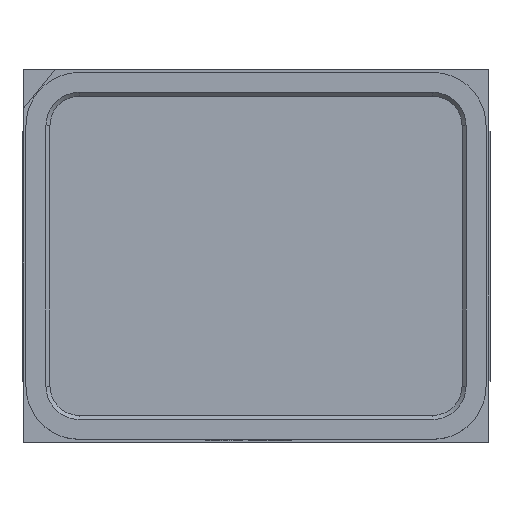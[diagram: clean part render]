
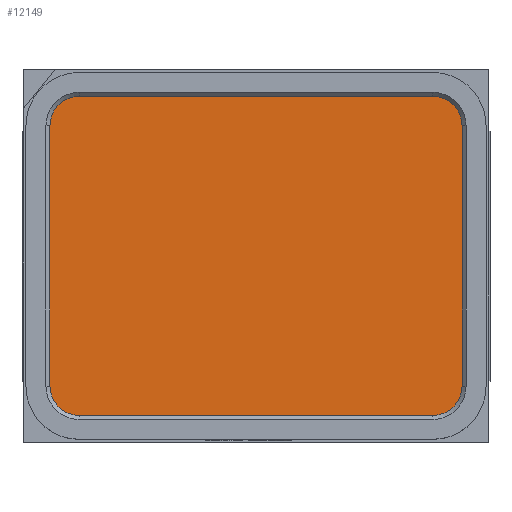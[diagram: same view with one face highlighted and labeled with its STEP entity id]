
A CAD part, top view. The second image highlights one B-rep face of the part: STEP entity #12149.
In plain terms, the highlighted planar face has unit normal (0, 0, 1).
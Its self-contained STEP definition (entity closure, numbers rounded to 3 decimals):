
#12 = DIRECTION ( 'NONE',  ( 0., 0., 1. ) ) ;
#53 = DIRECTION ( 'NONE',  ( 1., 0., 0. ) ) ;
#292 = CIRCLE ( 'NONE', #13487, 0.22 ) ;
#638 = CARTESIAN_POINT ( 'NONE',  ( -1.55, 0.98, 0.65 ) ) ;
#922 = VECTOR ( 'NONE', #5153, 1000. ) ;
#1258 = DIRECTION ( 'NONE',  ( 1., 0., 0. ) ) ;
#1387 = EDGE_CURVE ( 'NONE', #1618, #1799, #13902, .T. ) ;
#1618 = VERTEX_POINT ( 'NONE', #14879 ) ;
#1799 = VERTEX_POINT ( 'NONE', #10444 ) ;
#2179 = ORIENTED_EDGE ( 'NONE', *, *, #14427, .T. ) ;
#2264 = DIRECTION ( 'NONE',  ( -1., 0., 0. ) ) ;
#2611 = CARTESIAN_POINT ( 'NONE',  ( -1.33, -1.2, 0.65 ) ) ;
#3900 = VERTEX_POINT ( 'NONE', #14252 ) ;
#3904 = VECTOR ( 'NONE', #2264, 1000. ) ;
#4095 = AXIS2_PLACEMENT_3D ( 'NONE', #12626, #15091, #11363 ) ;
#4294 = ORIENTED_EDGE ( 'NONE', *, *, #1387, .T. ) ;
#4344 = CARTESIAN_POINT ( 'NONE',  ( 1.55, -0.98, 0.65 ) ) ;
#4552 = ORIENTED_EDGE ( 'NONE', *, *, #8000, .T. ) ;
#5153 = DIRECTION ( 'NONE',  ( 0., -1., 0. ) ) ;
#5498 = ORIENTED_EDGE ( 'NONE', *, *, #15454, .T. ) ;
#5862 = EDGE_CURVE ( 'NONE', #1799, #14555, #10304, .T. ) ;
#5883 = DIRECTION ( 'NONE',  ( 0., 0., 1. ) ) ;
#5917 = LINE ( 'NONE', #14480, #3904 ) ;
#6303 = CARTESIAN_POINT ( 'NONE',  ( 1.55, 0.98, 0.65 ) ) ;
#6650 = VECTOR ( 'NONE', #10543, 1000. ) ;
#6657 = CARTESIAN_POINT ( 'NONE',  ( -1.33, -0.98, 0.65 ) ) ;
#6982 = PLANE ( 'NONE',  #13256 ) ;
#7115 = VERTEX_POINT ( 'NONE', #14941 ) ;
#7128 = CIRCLE ( 'NONE', #12202, 0.22 ) ;
#7474 = CARTESIAN_POINT ( 'NONE',  ( -1.55, 0.98, 0.65 ) ) ;
#7744 = ORIENTED_EDGE ( 'NONE', *, *, #5862, .T. ) ;
#7819 = AXIS2_PLACEMENT_3D ( 'NONE', #12134, #5883, #1258 ) ;
#8000 = EDGE_CURVE ( 'NONE', #11948, #1618, #14687, .T. ) ;
#8452 = DIRECTION ( 'NONE',  ( 1., 0., 0. ) ) ;
#9066 = DIRECTION ( 'NONE',  ( 0., 0., 1. ) ) ;
#9691 = FACE_OUTER_BOUND ( 'NONE', #14536, .T. ) ;
#9886 = VERTEX_POINT ( 'NONE', #15118 ) ;
#10304 = LINE ( 'NONE', #4344, #6650 ) ;
#10416 = DIRECTION ( 'NONE',  ( 1., 0., 0. ) ) ;
#10444 = CARTESIAN_POINT ( 'NONE',  ( 1.55, -0.98, 0.65 ) ) ;
#10543 = DIRECTION ( 'NONE',  ( 0., 1., 0. ) ) ;
#11204 = DIRECTION ( 'NONE',  ( 1., 0., 0. ) ) ;
#11216 = EDGE_CURVE ( 'NONE', #7115, #14811, #14254, .T. ) ;
#11235 = EDGE_CURVE ( 'NONE', #3900, #11948, #7128, .T. ) ;
#11363 = DIRECTION ( 'NONE',  ( 1., 0., 0. ) ) ;
#11592 = EDGE_CURVE ( 'NONE', #14555, #9886, #292, .T. ) ;
#11948 = VERTEX_POINT ( 'NONE', #15255 ) ;
#12134 = CARTESIAN_POINT ( 'NONE',  ( 1.33, -0.98, 0.65 ) ) ;
#12149 = ADVANCED_FACE ( 'NONE', ( #9691 ), #6982, .T. ) ;
#12201 = CARTESIAN_POINT ( 'NONE',  ( 1.33, 0.98, 0.65 ) ) ;
#12202 = AXIS2_PLACEMENT_3D ( 'NONE', #6657, #9066, #10416 ) ;
#12334 = VECTOR ( 'NONE', #11204, 1000. ) ;
#12497 = ORIENTED_EDGE ( 'NONE', *, *, #11216, .T. ) ;
#12626 = CARTESIAN_POINT ( 'NONE',  ( -1.33, 0.98, 0.65 ) ) ;
#12898 = ORIENTED_EDGE ( 'NONE', *, *, #11235, .T. ) ;
#12981 = ORIENTED_EDGE ( 'NONE', *, *, #11592, .T. ) ;
#13256 = AXIS2_PLACEMENT_3D ( 'NONE', #12201, #14675, #53 ) ;
#13487 = AXIS2_PLACEMENT_3D ( 'NONE', #14553, #12, #8452 ) ;
#13902 = CIRCLE ( 'NONE', #7819, 0.22 ) ;
#13908 = LINE ( 'NONE', #638, #922 ) ;
#14252 = CARTESIAN_POINT ( 'NONE',  ( -1.55, -0.98, 0.65 ) ) ;
#14254 = CIRCLE ( 'NONE', #4095, 0.22 ) ;
#14427 = EDGE_CURVE ( 'NONE', #9886, #7115, #5917, .T. ) ;
#14480 = CARTESIAN_POINT ( 'NONE',  ( 1.33, 1.2, 0.65 ) ) ;
#14536 = EDGE_LOOP ( 'NONE', ( #12981, #2179, #12497, #5498, #12898, #4552, #4294, #7744 ) ) ;
#14553 = CARTESIAN_POINT ( 'NONE',  ( 1.33, 0.98, 0.65 ) ) ;
#14555 = VERTEX_POINT ( 'NONE', #6303 ) ;
#14675 = DIRECTION ( 'NONE',  ( 0., 0., 1. ) ) ;
#14687 = LINE ( 'NONE', #2611, #12334 ) ;
#14811 = VERTEX_POINT ( 'NONE', #7474 ) ;
#14879 = CARTESIAN_POINT ( 'NONE',  ( 1.33, -1.2, 0.65 ) ) ;
#14941 = CARTESIAN_POINT ( 'NONE',  ( -1.33, 1.2, 0.65 ) ) ;
#15091 = DIRECTION ( 'NONE',  ( 0., 0., 1. ) ) ;
#15118 = CARTESIAN_POINT ( 'NONE',  ( 1.33, 1.2, 0.65 ) ) ;
#15255 = CARTESIAN_POINT ( 'NONE',  ( -1.33, -1.2, 0.65 ) ) ;
#15454 = EDGE_CURVE ( 'NONE', #14811, #3900, #13908, .T. ) ;
